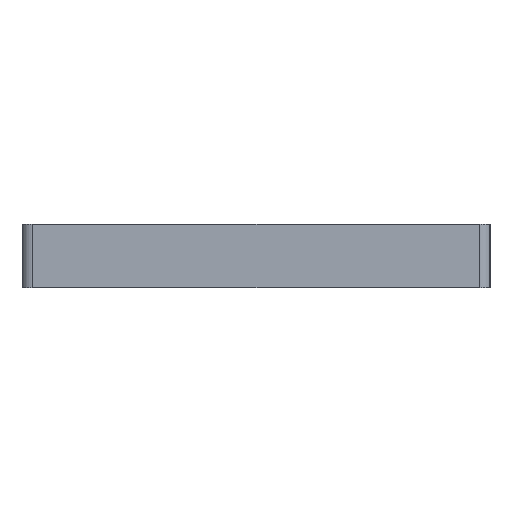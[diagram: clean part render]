
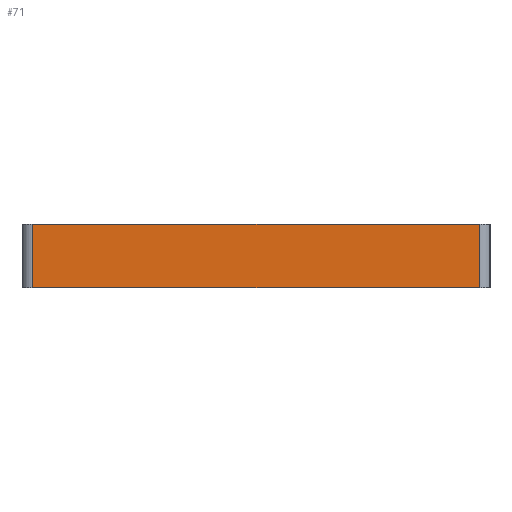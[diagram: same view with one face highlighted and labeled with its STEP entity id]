
A CAD part, left-side view. The second image highlights one B-rep face of the part: STEP entity #71.
In plain terms, the highlighted planar face has unit normal (-1, 0, 0).
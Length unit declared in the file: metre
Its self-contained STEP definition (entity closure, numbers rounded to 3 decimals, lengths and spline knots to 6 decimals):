
#71 = ADVANCED_FACE( '', ( #176 ), #177, .F. );
#176 = FACE_OUTER_BOUND( '', #322, .T. );
#177 = PLANE( '', #323 );
#322 = EDGE_LOOP( '', ( #3904, #3905, #3906, #3907 ) );
#323 = AXIS2_PLACEMENT_3D( '', #3908, #3909, #3910 );
#3904 = ORIENTED_EDGE( '', *, *, #4714, .F. );
#3905 = ORIENTED_EDGE( '', *, *, #4715, .T. );
#3906 = ORIENTED_EDGE( '', *, *, #4716, .T. );
#3907 = ORIENTED_EDGE( '', *, *, #4717, .T. );
#3908 = CARTESIAN_POINT( '', ( -0.0195, -0.004195, 0.003 ) );
#3909 = DIRECTION( '', ( 1., 0., 0. ) );
#3910 = DIRECTION( '', ( 0., 1., 0. ) );
#4714 = EDGE_CURVE( '', #4876, #4877, #4878, .T. );
#4715 = EDGE_CURVE( '', #4876, #4879, #4880, .T. );
#4716 = EDGE_CURVE( '', #4879, #4881, #4882, .T. );
#4717 = EDGE_CURVE( '', #4881, #4877, #4883, .F. );
#4876 = VERTEX_POINT( '', #5118 );
#4877 = VERTEX_POINT( '', #5119 );
#4878 = LINE( '', #5120, #5121 );
#4879 = VERTEX_POINT( '', #5122 );
#4880 = LINE( '', #5123, #5124 );
#4881 = VERTEX_POINT( '', #5125 );
#4882 = LINE( '', #5126, #5127 );
#4883 = LINE( '', #5128, #5129 );
#5118 = CARTESIAN_POINT( '', ( -0.0195, 0.0105, 0.003 ) );
#5119 = CARTESIAN_POINT( '', ( -0.0195, -0.0105, 0.003 ) );
#5120 = CARTESIAN_POINT( '', ( -0.0195, -0.004195, 0.003 ) );
#5121 = VECTOR( '', #8079, 1. );
#5122 = CARTESIAN_POINT( '', ( -0.0195, 0.0105, 0. ) );
#5123 = CARTESIAN_POINT( '', ( -0.0195, 0.0105, 0.003 ) );
#5124 = VECTOR( '', #8080, 1. );
#5125 = CARTESIAN_POINT( '', ( -0.0195, -0.0105, 0. ) );
#5126 = CARTESIAN_POINT( '', ( -0.0195, -0.004195, 0. ) );
#5127 = VECTOR( '', #8081, 1. );
#5128 = CARTESIAN_POINT( '', ( -0.0195, -0.0105, 0.003 ) );
#5129 = VECTOR( '', #8082, 1. );
#8079 = DIRECTION( '', ( 0., -1., 0. ) );
#8080 = DIRECTION( '', ( 0., 0., -1. ) );
#8081 = DIRECTION( '', ( 0., -1., 0. ) );
#8082 = DIRECTION( '', ( 0., 0., -1. ) );
